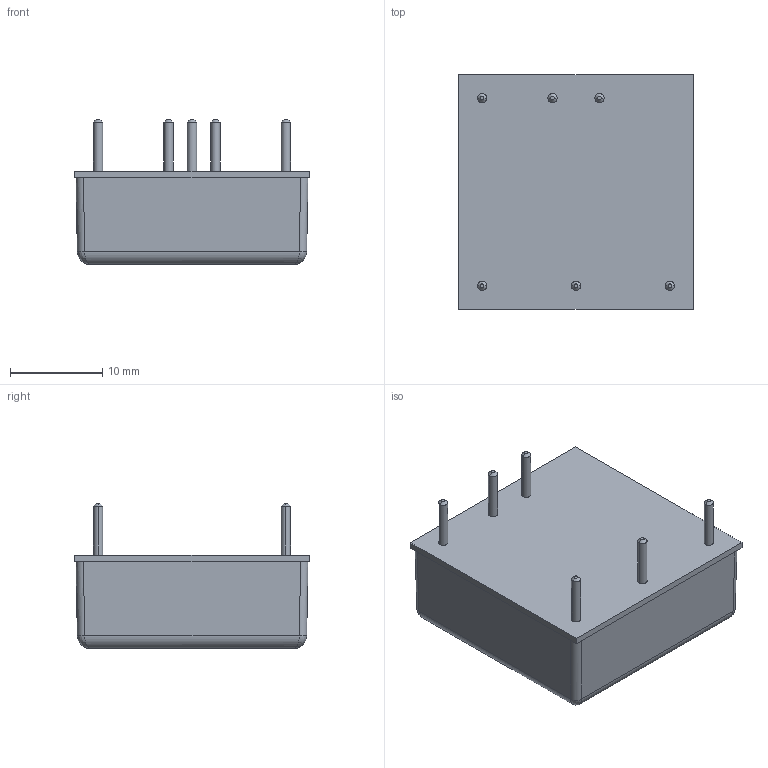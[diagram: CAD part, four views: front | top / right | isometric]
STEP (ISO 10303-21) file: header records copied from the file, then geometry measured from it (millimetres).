
FILE_DESCRIPTION(('FreeCAD Model'),'2;1');
FILE_NAME('LCD15W-A-111712.step','2019-03-28T22:08:21',( 'kicad StepUp'),('ksu MCAD'),'Open CASCADE STEP processor 6.8', 'FreeCAD','Unknown');
FILE_SCHEMA(('AUTOMOTIVE_DESIGN_CC2 { 1 2 10303 214 -1 1 5 4 }'));
Length unit declared in the file: millimetre
Products named in the file (1): LCD15W-A-111712
Bounding box: 25.4 x 25.4 x 15.7 mm (x, y, z)
Volume: 6278.4 mm3; surface area: 2314 mm2
Topology: 1 solids, 1 shells, 53 faces, 112 edges, 64 vertices
Faces by surface type: cylinder 20, plane 17, cone 12, bspline 4
Entity records: 1902 total; most frequent: CARTESIAN_POINT 426, DIRECTION 236, ORIENTED_EDGE 216, EDGE_CURVE 108, AXIS2_PLACEMENT_3D 90, VERTEX_POINT 64, FACE_BOUND 60, EDGE_LOOP 60
